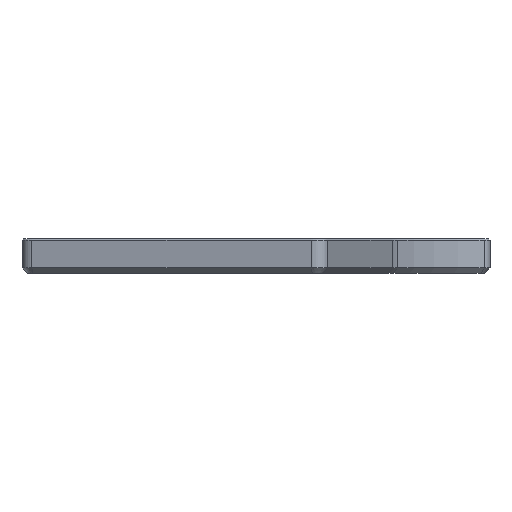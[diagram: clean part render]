
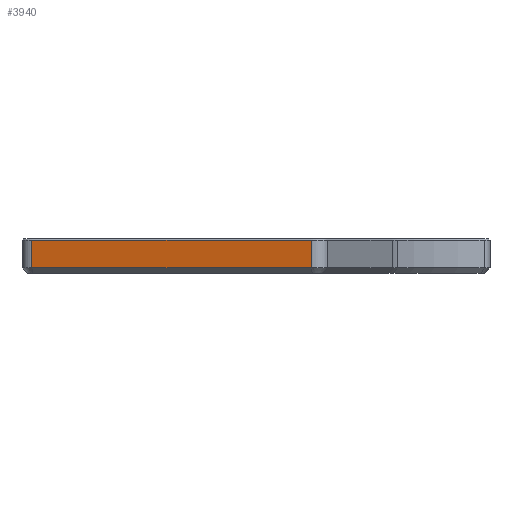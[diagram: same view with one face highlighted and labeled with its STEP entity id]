
A CAD part, left-side view. The second image highlights one B-rep face of the part: STEP entity #3940.
In plain terms, the highlighted planar face has unit normal (-0.966, 0.259, 0).
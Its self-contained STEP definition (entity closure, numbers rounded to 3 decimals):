
#173=PLANE('',#4335);
#328=FACE_OUTER_BOUND('',#575,.T.);
#575=EDGE_LOOP('',(#3216,#3217,#3218,#3219));
#896=LINE('',#6409,#1225);
#945=LINE('',#6588,#1274);
#947=LINE('',#6592,#1276);
#948=LINE('',#6593,#1277);
#1225=VECTOR('',#5111,10.);
#1274=VECTOR('',#5316,10.);
#1276=VECTOR('',#5320,10.);
#1277=VECTOR('',#5321,5.);
#1837=VERTEX_POINT('',#6403);
#1838=VERTEX_POINT('',#6407);
#1868=VERTEX_POINT('',#6522);
#1891=VERTEX_POINT('',#6591);
#2285=EDGE_CURVE('',#1837,#1838,#896,.T.);
#2371=EDGE_CURVE('',#1868,#1837,#945,.T.);
#2373=EDGE_CURVE('',#1891,#1868,#947,.T.);
#2374=EDGE_CURVE('',#1891,#1838,#948,.T.);
#3216=ORIENTED_EDGE('',*,*,#2373,.F.);
#3217=ORIENTED_EDGE('',*,*,#2374,.T.);
#3218=ORIENTED_EDGE('',*,*,#2285,.F.);
#3219=ORIENTED_EDGE('',*,*,#2371,.F.);
#3940=ADVANCED_FACE('',(#328),#173,.T.);
#4335=AXIS2_PLACEMENT_3D('',#6590,#5318,#5319);
#5111=DIRECTION('',(-0.259,-0.966,0.));
#5316=DIRECTION('',(0.,0.,1.));
#5318=DIRECTION('center_axis',(-0.966,0.259,0.));
#5319=DIRECTION('ref_axis',(0.259,0.966,0.));
#5320=DIRECTION('',(0.259,0.966,0.));
#5321=DIRECTION('',(0.,0.,1.));
#6403=CARTESIAN_POINT('',(-148.919,88.237,5.3));
#6407=CARTESIAN_POINT('',(-177.067,-16.826,5.3));
#6409=CARTESIAN_POINT('',(-168.286,15.951,5.3));
#6522=CARTESIAN_POINT('',(-148.919,88.237,-5.2));
#6588=CARTESIAN_POINT('',(-148.919,88.237,6.6));
#6590=CARTESIAN_POINT('Origin',(-176.55,-14.894,6.6));
#6591=CARTESIAN_POINT('',(-177.067,-16.826,-5.2));
#6592=CARTESIAN_POINT('',(-168.286,15.951,-5.2));
#6593=CARTESIAN_POINT('',(-177.067,-16.826,6.6));
